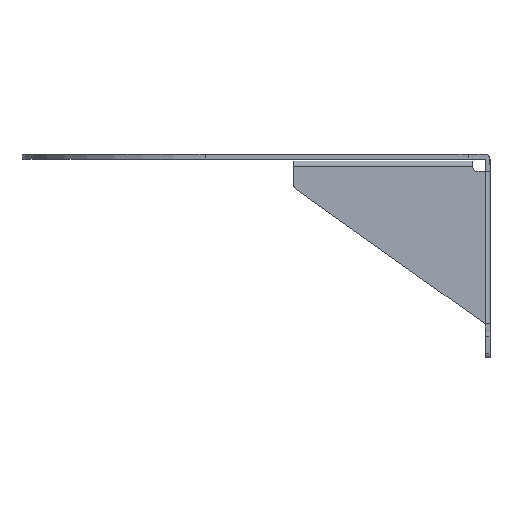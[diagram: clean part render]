
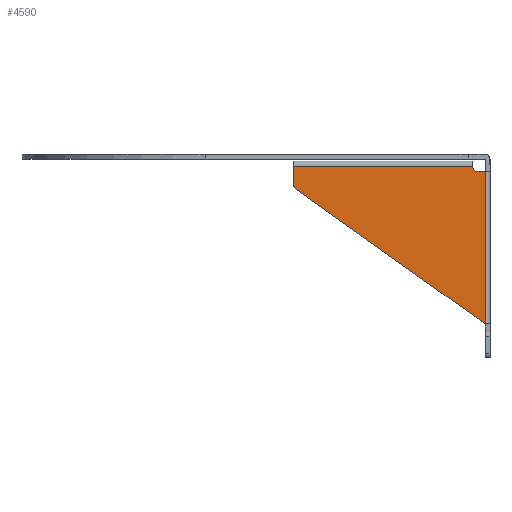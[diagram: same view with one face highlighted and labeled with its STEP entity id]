
A CAD part, left-side view. The second image highlights one B-rep face of the part: STEP entity #4590.
In plain terms, the highlighted planar face has unit normal (-1, 0, 0).
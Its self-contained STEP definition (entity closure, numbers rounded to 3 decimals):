
#292 = VECTOR ( 'NONE', #717, 1000. ) ;
#295 = VERTEX_POINT ( 'NONE', #809 ) ;
#299 = LINE ( 'NONE', #4229, #4571 ) ;
#357 = DIRECTION ( 'NONE',  ( 0., 1., 0. ) ) ;
#369 = DIRECTION ( 'NONE',  ( 0., 0., 1. ) ) ;
#378 = LINE ( 'NONE', #4772, #4984 ) ;
#475 = EDGE_LOOP ( 'NONE', ( #3078, #4750, #1758, #3726, #2759, #3285, #3701, #479 ) ) ;
#479 = ORIENTED_EDGE ( 'NONE', *, *, #4667, .T. ) ;
#489 = VECTOR ( 'NONE', #3111, 1000. ) ;
#717 = DIRECTION ( 'NONE',  ( 0., 0.814, 0.58 ) ) ;
#723 = EDGE_CURVE ( 'NONE', #2538, #3158, #1533, .T. ) ;
#809 = CARTESIAN_POINT ( 'NONE',  ( -45., -65.8, -4.7 ) ) ;
#1049 = VERTEX_POINT ( 'NONE', #1502 ) ;
#1091 = EDGE_CURVE ( 'NONE', #2518, #4078, #1546, .T. ) ;
#1136 = VERTEX_POINT ( 'NONE', #2273 ) ;
#1138 = CARTESIAN_POINT ( 'NONE',  ( -45., -68.8, -1.8 ) ) ;
#1167 = CARTESIAN_POINT ( 'NONE',  ( -45., -21.8, -43.5 ) ) ;
#1323 = PLANE ( 'NONE',  #2752 ) ;
#1490 = AXIS2_PLACEMENT_3D ( 'NONE', #2677, #5077, #357 ) ;
#1498 = EDGE_CURVE ( 'NONE', #2538, #1136, #3047, .T. ) ;
#1502 = CARTESIAN_POINT ( 'NONE',  ( -45., -65.8, -5. ) ) ;
#1533 = LINE ( 'NONE', #1167, #2494 ) ;
#1546 = LINE ( 'NONE', #1138, #489 ) ;
#1649 = CARTESIAN_POINT ( 'NONE',  ( -45., -65.8, -6. ) ) ;
#1758 = ORIENTED_EDGE ( 'NONE', *, *, #4209, .F. ) ;
#1765 = AXIS2_PLACEMENT_3D ( 'NONE', #4518, #2898, #1769 ) ;
#1769 = DIRECTION ( 'NONE',  ( 0., 1., 0. ) ) ;
#2273 = CARTESIAN_POINT ( 'NONE',  ( -45., -22.22, -10.299 ) ) ;
#2494 = VECTOR ( 'NONE', #369, 1000. ) ;
#2510 = DIRECTION ( 'NONE',  ( 0., 1., 0. ) ) ;
#2518 = VERTEX_POINT ( 'NONE', #2961 ) ;
#2538 = VERTEX_POINT ( 'NONE', #4982 ) ;
#2551 = CARTESIAN_POINT ( 'NONE',  ( -45., -66.8, -6. ) ) ;
#2576 = VERTEX_POINT ( 'NONE', #2551 ) ;
#2590 = DIRECTION ( 'NONE',  ( 0., 1., 0. ) ) ;
#2597 = CARTESIAN_POINT ( 'NONE',  ( -45., -21.8, -10. ) ) ;
#2677 = CARTESIAN_POINT ( 'NONE',  ( -45., -22.8, -9.485 ) ) ;
#2752 = AXIS2_PLACEMENT_3D ( 'NONE', #2893, #4457, #2510 ) ;
#2756 = VECTOR ( 'NONE', #4451, 1000. ) ;
#2759 = ORIENTED_EDGE ( 'NONE', *, *, #5018, .T. ) ;
#2893 = CARTESIAN_POINT ( 'NONE',  ( -45., 0., -1.8 ) ) ;
#2898 = DIRECTION ( 'NONE',  ( 1., 0., 0. ) ) ;
#2961 = CARTESIAN_POINT ( 'NONE',  ( -45., -68.8, -43.5 ) ) ;
#3047 = CIRCLE ( 'NONE', #1490, 1. ) ;
#3078 = ORIENTED_EDGE ( 'NONE', *, *, #723, .F. ) ;
#3111 = DIRECTION ( 'NONE',  ( 0., 0., 1. ) ) ;
#3158 = VERTEX_POINT ( 'NONE', #4338 ) ;
#3266 = LINE ( 'NONE', #1649, #2756 ) ;
#3285 = ORIENTED_EDGE ( 'NONE', *, *, #4071, .T. ) ;
#3305 = CARTESIAN_POINT ( 'NONE',  ( -45., -68.8, -6. ) ) ;
#3701 = ORIENTED_EDGE ( 'NONE', *, *, #4436, .T. ) ;
#3726 = ORIENTED_EDGE ( 'NONE', *, *, #1091, .T. ) ;
#3742 = CIRCLE ( 'NONE', #1765, 1. ) ;
#4071 = EDGE_CURVE ( 'NONE', #2576, #1049, #3742, .T. ) ;
#4078 = VERTEX_POINT ( 'NONE', #3305 ) ;
#4209 = EDGE_CURVE ( 'NONE', #2518, #1136, #4579, .T. ) ;
#4229 = CARTESIAN_POINT ( 'NONE',  ( -45., 0., -4.7 ) ) ;
#4338 = CARTESIAN_POINT ( 'NONE',  ( -45., -21.8, -4.7 ) ) ;
#4436 = EDGE_CURVE ( 'NONE', #1049, #295, #378, .T. ) ;
#4451 = DIRECTION ( 'NONE',  ( 0., 1., 0. ) ) ;
#4457 = DIRECTION ( 'NONE',  ( 1., 0., 0. ) ) ;
#4518 = CARTESIAN_POINT ( 'NONE',  ( -45., -66.8, -5. ) ) ;
#4571 = VECTOR ( 'NONE', #2590, 1000. ) ;
#4579 = LINE ( 'NONE', #2597, #292 ) ;
#4590 = ADVANCED_FACE ( 'NONE', ( #4850 ), #1323, .F. ) ;
#4667 = EDGE_CURVE ( 'NONE', #295, #3158, #299, .T. ) ;
#4697 = DIRECTION ( 'NONE',  ( 0., 0., 1. ) ) ;
#4750 = ORIENTED_EDGE ( 'NONE', *, *, #1498, .T. ) ;
#4772 = CARTESIAN_POINT ( 'NONE',  ( -45., -65.8, -6. ) ) ;
#4850 = FACE_OUTER_BOUND ( 'NONE', #475, .T. ) ;
#4982 = CARTESIAN_POINT ( 'NONE',  ( -45., -21.8, -9.485 ) ) ;
#4984 = VECTOR ( 'NONE', #4697, 1000. ) ;
#5018 = EDGE_CURVE ( 'NONE', #4078, #2576, #3266, .T. ) ;
#5077 = DIRECTION ( 'NONE',  ( -1., 0., 0. ) ) ;
